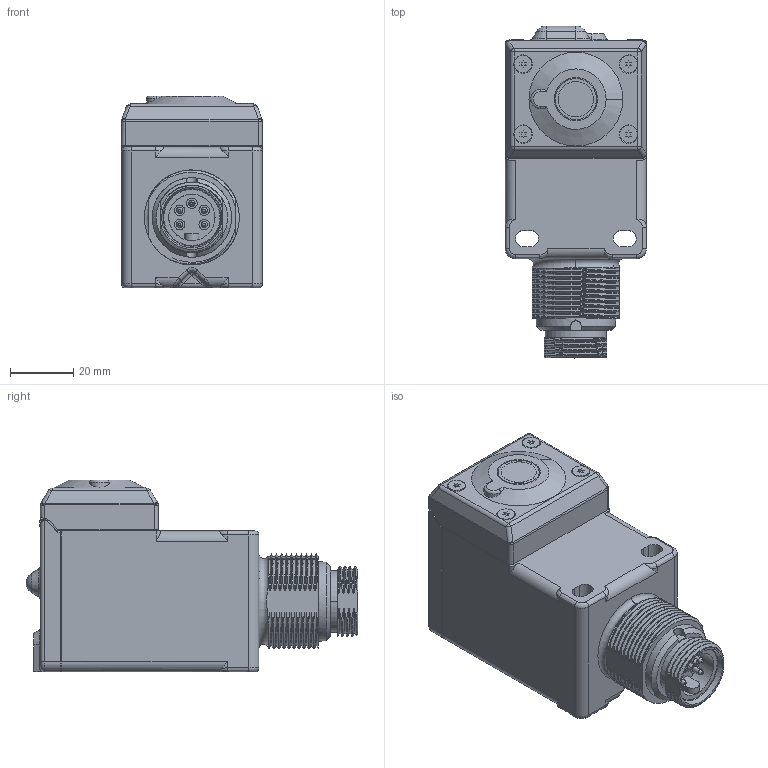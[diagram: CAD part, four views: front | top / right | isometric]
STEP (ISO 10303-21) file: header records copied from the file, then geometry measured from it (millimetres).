
FILE_DESCRIPTION((''),'2;1');
FILE_NAME('156718_ASM','2015-10-02T',('pdmadmin'),(''),'PRO/ENGINEER BY PARAMETRIC TECHNOLOGY CORPORATION, 2013230','PRO/ENGINEER BY PARAMETRIC TECHNOLOGY CORPORATION, 2013230','');
FILE_SCHEMA(('CONFIG_CONTROL_DESIGN'));
Products named in the file (16): 128327; 34619; 14840; 35813; 126238_ASM; 43700; TRANSDUCER; 59376_ASM; 62332; 29320; 13411; 35951; 35950; 36024_ASM; 48355; 156718_ASM
Assembly tree (21 placements, depth 3):
  156718_ASM
    128327
    126238_ASM
      34619
      14840
      35813
    59376_ASM
      43700
      TRANSDUCER
    36024_ASM
      62332
      29320
      13411
      35951
      35950  x4
    48355  x4
Bounding box: 44.53 x 104.65 x 60.5 mm (x, y, z)
Volume: 75510.5 mm3; surface area: 54989.4 mm2
Topology: 18 solids, 18 shells, 1259 faces, 3140 edges, 1935 vertices
Faces by surface type: cylinder 445, plane 422, bspline 190, cone 94, torus 65, sphere 43
Entity records: 61684 total; most frequent: CARTESIAN_POINT 35047, ORIENTED_EDGE 5744, DIRECTION 5074, EDGE_CURVE 2872, AXIS2_PLACEMENT_3D 1811, VERTEX_POINT 1782, VECTOR 1452, LINE 1452
